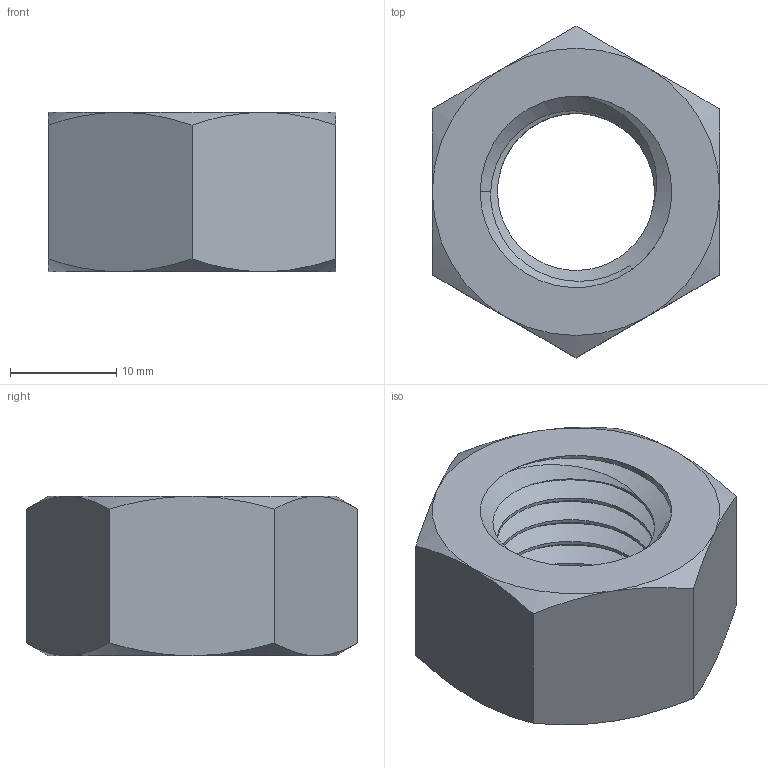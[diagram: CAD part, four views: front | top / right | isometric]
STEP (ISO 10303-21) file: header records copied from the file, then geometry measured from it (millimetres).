
FILE_DESCRIPTION (( 'STEP AP203' ), '1' );
FILE_NAME ('Metric Hex Nuts M18 x 2.5mm Thread.STEP', '2017-03-06T13:42:23', ( 'itdept' ), ( '' ), 'SwSTEP 2.0', 'SolidWorks 2016', '' );
FILE_SCHEMA (( 'CONFIG_CONTROL_DESIGN' ));
Length unit declared in the file: millimetre
Products named in the file (1): Metric Hex Nuts M18 x 2.5mm Thread
Bounding box: 27 x 31.18 x 15 mm (x, y, z)
Volume: 6201.3 mm3; surface area: 3426.8 mm2
Topology: 1 solids, 1 shells, 53 faces, 136 edges, 85 vertices
Faces by surface type: cylinder 24, cone 18, plane 9, bspline 2
Entity records: 2942 total; most frequent: CARTESIAN_POINT 1769, ORIENTED_EDGE 272, DIRECTION 185, EDGE_CURVE 136, VERTEX_POINT 85, AXIS2_PLACEMENT_3D 75, EDGE_LOOP 55, ADVANCED_FACE 53
